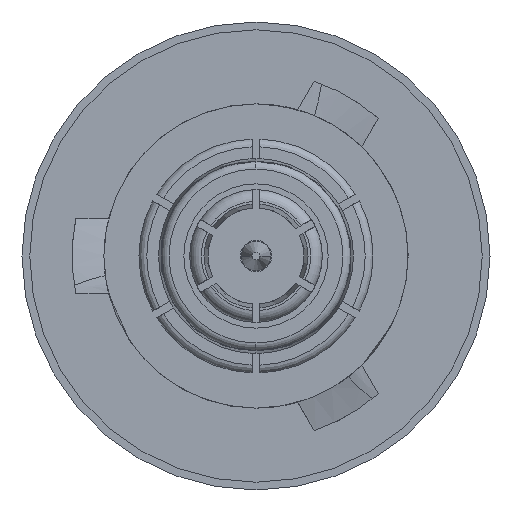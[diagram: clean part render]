
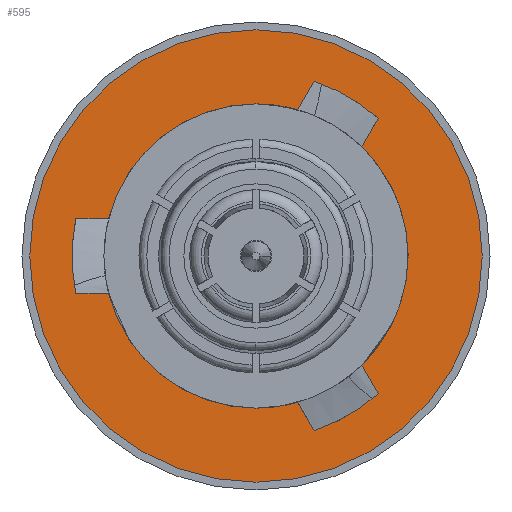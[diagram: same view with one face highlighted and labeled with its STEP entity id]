
A CAD part, left-side view. The second image highlights one B-rep face of the part: STEP entity #595.
In plain terms, the highlighted face is planar.
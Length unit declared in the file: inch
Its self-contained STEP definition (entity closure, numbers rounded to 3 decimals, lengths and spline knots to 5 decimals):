
#157 = CARTESIAN_POINT ( 'NONE',  ( 0., 0., -0.29 ) ) ;
#167 = LINE ( 'NONE', #2216, #7907 ) ;
#418 = CARTESIAN_POINT ( 'NONE',  ( 0., -0.15672, -0.17645 ) ) ;
#461 = FACE_BOUND ( 'NONE', #4042, .T. ) ;
#464 = LINE ( 'NONE', #418, #1096 ) ;
#512 = EDGE_CURVE ( 'NONE', #6890, #849, #604, .T. ) ;
#527 = CARTESIAN_POINT ( 'NONE',  ( 0., 0., 0. ) ) ;
#588 = DIRECTION ( 'NONE',  ( 0., 0., 1. ) ) ;
#595 = ADVANCED_FACE ( 'NONE', ( #2283, #461 ), #8265, .F. ) ;
#604 = CIRCLE ( 'NONE', #5448, 0.195 ) ;
#687 = EDGE_CURVE ( 'NONE', #6194, #7546, #7659, .T. ) ;
#701 = CARTESIAN_POINT ( 'NONE',  ( 0., 0.18913, 0.0475 ) ) ;
#704 = CIRCLE ( 'NONE', #7081, 0.195 ) ;
#849 = VERTEX_POINT ( 'NONE', #4606 ) ;
#862 = CARTESIAN_POINT ( 'NONE',  ( 0., -0.05343, 0.18754 ) ) ;
#879 = AXIS2_PLACEMENT_3D ( 'NONE', #7053, #1721, #1682 ) ;
#1047 = EDGE_CURVE ( 'NONE', #6332, #6890, #7616, .T. ) ;
#1064 = CIRCLE ( 'NONE', #3273, 0.236 ) ;
#1096 = VECTOR ( 'NONE', #5749, 39.37008 ) ;
#1291 = CARTESIAN_POINT ( 'NONE',  ( 0., 0., 0. ) ) ;
#1396 = DIRECTION ( 'NONE',  ( -1., 0., 0. ) ) ;
#1511 = DIRECTION ( 'NONE',  ( 0., 0., 1. ) ) ;
#1548 = VERTEX_POINT ( 'NONE', #4984 ) ;
#1575 = CARTESIAN_POINT ( 'NONE',  ( 0., -0.07445, 0.22395 ) ) ;
#1638 = CARTESIAN_POINT ( 'NONE',  ( 0., 0.23117, -0.0475 ) ) ;
#1641 = DIRECTION ( 'NONE',  ( 0., -0.5, 0.866 ) ) ;
#1682 = DIRECTION ( 'NONE',  ( 0., 0., 1. ) ) ;
#1693 = VERTEX_POINT ( 'NONE', #2784 ) ;
#1697 = ORIENTED_EDGE ( 'NONE', *, *, #6326, .T. ) ;
#1711 = ORIENTED_EDGE ( 'NONE', *, *, #2043, .T. ) ;
#1721 = DIRECTION ( 'NONE',  ( -1., 0., 0. ) ) ;
#1821 = VECTOR ( 'NONE', #3990, 39.37008 ) ;
#1886 = CIRCLE ( 'NONE', #4929, 0.236 ) ;
#1969 = CARTESIAN_POINT ( 'NONE',  ( 0., 0., 0. ) ) ;
#2036 = DIRECTION ( 'NONE',  ( 0., 0., 1. ) ) ;
#2043 = EDGE_CURVE ( 'NONE', #2095, #3698, #7330, .T. ) ;
#2095 = VERTEX_POINT ( 'NONE', #701 ) ;
#2113 = EDGE_CURVE ( 'NONE', #7975, #6194, #704, .T. ) ;
#2130 = DIRECTION ( 'NONE',  ( -1., 0., 0. ) ) ;
#2216 = CARTESIAN_POINT ( 'NONE',  ( 0., -0.07445, -0.22395 ) ) ;
#2244 = DIRECTION ( 'NONE',  ( 0., 0., 1. ) ) ;
#2283 = FACE_OUTER_BOUND ( 'NONE', #7262, .T. ) ;
#2398 = VERTEX_POINT ( 'NONE', #157 ) ;
#2476 = DIRECTION ( 'NONE',  ( 0., 0., 1. ) ) ;
#2537 = ORIENTED_EDGE ( 'NONE', *, *, #4017, .T. ) ;
#2751 = ORIENTED_EDGE ( 'NONE', *, *, #7558, .F. ) ;
#2765 = CIRCLE ( 'NONE', #3870, 0.195 ) ;
#2784 = CARTESIAN_POINT ( 'NONE',  ( 0., -0.15672, -0.17645 ) ) ;
#2805 = CARTESIAN_POINT ( 'NONE',  ( 0., 0., 0.29 ) ) ;
#2830 = DIRECTION ( 'NONE',  ( 0., -0.5, -0.866 ) ) ;
#2857 = CIRCLE ( 'NONE', #5211, 0.195 ) ;
#2878 = ORIENTED_EDGE ( 'NONE', *, *, #1047, .T. ) ;
#2937 = DIRECTION ( 'NONE',  ( 0., 0., 1. ) ) ;
#2972 = CARTESIAN_POINT ( 'NONE',  ( 0., 0., 0. ) ) ;
#3160 = DIRECTION ( 'NONE',  ( 0., 0., 1. ) ) ;
#3169 = EDGE_CURVE ( 'NONE', #1548, #7111, #167, .T. ) ;
#3176 = DIRECTION ( 'NONE',  ( 0., 0., 1. ) ) ;
#3223 = ORIENTED_EDGE ( 'NONE', *, *, #512, .T. ) ;
#3229 = EDGE_CURVE ( 'NONE', #7422, #5602, #5374, .T. ) ;
#3273 = AXIS2_PLACEMENT_3D ( 'NONE', #7315, #1396, #2036 ) ;
#3427 = ORIENTED_EDGE ( 'NONE', *, *, #2113, .T. ) ;
#3454 = AXIS2_PLACEMENT_3D ( 'NONE', #6876, #6303, #2244 ) ;
#3683 = CIRCLE ( 'NONE', #8539, 0.29 ) ;
#3698 = VERTEX_POINT ( 'NONE', #5500 ) ;
#3870 = AXIS2_PLACEMENT_3D ( 'NONE', #6437, #5834, #3160 ) ;
#3885 = ORIENTED_EDGE ( 'NONE', *, *, #6280, .T. ) ;
#3940 = EDGE_CURVE ( 'NONE', #1693, #7975, #464, .T. ) ;
#3990 = DIRECTION ( 'NONE',  ( 0., 1., 0. ) ) ;
#4017 = EDGE_CURVE ( 'NONE', #5602, #4215, #2765, .T. ) ;
#4042 = EDGE_LOOP ( 'NONE', ( #6426, #4133, #3427, #8325, #7587, #5107, #2537, #7239, #1711, #1697, #2878, #3223, #3885, #5696 ) ) ;
#4055 = CARTESIAN_POINT ( 'NONE',  ( 0., 0., 0.195 ) ) ;
#4133 = ORIENTED_EDGE ( 'NONE', *, *, #3940, .T. ) ;
#4206 = VECTOR ( 'NONE', #1641, 39.37008 ) ;
#4215 = VERTEX_POINT ( 'NONE', #4055 ) ;
#4267 = VERTEX_POINT ( 'NONE', #2805 ) ;
#4279 = DIRECTION ( 'NONE',  ( 0., -1., 0. ) ) ;
#4438 = CIRCLE ( 'NONE', #3454, 0.195 ) ;
#4523 = CARTESIAN_POINT ( 'NONE',  ( 0., -0.1357, 0.14004 ) ) ;
#4606 = CARTESIAN_POINT ( 'NONE',  ( 0., 0., -0.195 ) ) ;
#4689 = DIRECTION ( 'NONE',  ( 0., 0., 1. ) ) ;
#4796 = CARTESIAN_POINT ( 'NONE',  ( 0., -0.15672, 0.17645 ) ) ;
#4845 = CARTESIAN_POINT ( 'NONE',  ( 0., 0., 0. ) ) ;
#4929 = AXIS2_PLACEMENT_3D ( 'NONE', #1291, #6523, #588 ) ;
#4984 = CARTESIAN_POINT ( 'NONE',  ( 0., -0.05343, -0.18754 ) ) ;
#5009 = EDGE_CURVE ( 'NONE', #4215, #2095, #4438, .T. ) ;
#5107 = ORIENTED_EDGE ( 'NONE', *, *, #3229, .T. ) ;
#5162 = CARTESIAN_POINT ( 'NONE',  ( 0., 0.18913, -0.0475 ) ) ;
#5211 = AXIS2_PLACEMENT_3D ( 'NONE', #527, #6369, #2476 ) ;
#5361 = CARTESIAN_POINT ( 'NONE',  ( 0., -0.07445, -0.22395 ) ) ;
#5374 = LINE ( 'NONE', #1575, #7772 ) ;
#5379 = CARTESIAN_POINT ( 'NONE',  ( 0., 0.23117, 0.0475 ) ) ;
#5420 = DIRECTION ( 'NONE',  ( 0., 0.5, -0.866 ) ) ;
#5448 = AXIS2_PLACEMENT_3D ( 'NONE', #8008, #6705, #1511 ) ;
#5500 = CARTESIAN_POINT ( 'NONE',  ( 0., 0.23117, 0.0475 ) ) ;
#5557 = EDGE_CURVE ( 'NONE', #7546, #7422, #1886, .T. ) ;
#5602 = VERTEX_POINT ( 'NONE', #862 ) ;
#5696 = ORIENTED_EDGE ( 'NONE', *, *, #3169, .T. ) ;
#5749 = DIRECTION ( 'NONE',  ( 0., 0.5, 0.866 ) ) ;
#5834 = DIRECTION ( 'NONE',  ( -1., 0., 0. ) ) ;
#5837 = CARTESIAN_POINT ( 'NONE',  ( 0., -0.1357, -0.14004 ) ) ;
#5873 = CARTESIAN_POINT ( 'NONE',  ( 0., -0.07445, 0.22395 ) ) ;
#5954 = EDGE_CURVE ( 'NONE', #7111, #1693, #7002, .T. ) ;
#6016 = AXIS2_PLACEMENT_3D ( 'NONE', #1969, #2130, #4689 ) ;
#6127 = VECTOR ( 'NONE', #4279, 39.37008 ) ;
#6154 = DIRECTION ( 'NONE',  ( -1., 0., 0. ) ) ;
#6194 = VERTEX_POINT ( 'NONE', #4523 ) ;
#6280 = EDGE_CURVE ( 'NONE', #849, #1548, #2857, .T. ) ;
#6288 = EDGE_CURVE ( 'NONE', #2398, #4267, #3683, .T. ) ;
#6303 = DIRECTION ( 'NONE',  ( -1., 0., 0. ) ) ;
#6326 = EDGE_CURVE ( 'NONE', #3698, #6332, #1064, .T. ) ;
#6332 = VERTEX_POINT ( 'NONE', #8546 ) ;
#6369 = DIRECTION ( 'NONE',  ( -1., 0., 0. ) ) ;
#6426 = ORIENTED_EDGE ( 'NONE', *, *, #5954, .T. ) ;
#6437 = CARTESIAN_POINT ( 'NONE',  ( 0., 0., 0. ) ) ;
#6523 = DIRECTION ( 'NONE',  ( -1., 0., 0. ) ) ;
#6667 = ORIENTED_EDGE ( 'NONE', *, *, #6288, .F. ) ;
#6705 = DIRECTION ( 'NONE',  ( -1., 0., 0. ) ) ;
#6832 = DIRECTION ( 'NONE',  ( -1., 0., 0. ) ) ;
#6876 = CARTESIAN_POINT ( 'NONE',  ( 0., 0., 0. ) ) ;
#6890 = VERTEX_POINT ( 'NONE', #5162 ) ;
#6980 = CARTESIAN_POINT ( 'NONE',  ( 0., 0., 0. ) ) ;
#7002 = CIRCLE ( 'NONE', #6016, 0.236 ) ;
#7003 = CARTESIAN_POINT ( 'NONE',  ( 0., -0.15672, 0.17645 ) ) ;
#7030 = CIRCLE ( 'NONE', #8273, 0.29 ) ;
#7053 = CARTESIAN_POINT ( 'NONE',  ( 0., 0.195, 0. ) ) ;
#7081 = AXIS2_PLACEMENT_3D ( 'NONE', #2972, #6154, #8125 ) ;
#7111 = VERTEX_POINT ( 'NONE', #5361 ) ;
#7115 = DIRECTION ( 'NONE',  ( -1., 0., 0. ) ) ;
#7239 = ORIENTED_EDGE ( 'NONE', *, *, #5009, .T. ) ;
#7262 = EDGE_LOOP ( 'NONE', ( #2751, #6667 ) ) ;
#7315 = CARTESIAN_POINT ( 'NONE',  ( 0., 0., 0. ) ) ;
#7330 = LINE ( 'NONE', #5379, #1821 ) ;
#7422 = VERTEX_POINT ( 'NONE', #5873 ) ;
#7546 = VERTEX_POINT ( 'NONE', #4796 ) ;
#7558 = EDGE_CURVE ( 'NONE', #4267, #2398, #7030, .T. ) ;
#7587 = ORIENTED_EDGE ( 'NONE', *, *, #5557, .T. ) ;
#7616 = LINE ( 'NONE', #1638, #6127 ) ;
#7659 = LINE ( 'NONE', #7003, #4206 ) ;
#7772 = VECTOR ( 'NONE', #5420, 39.37008 ) ;
#7907 = VECTOR ( 'NONE', #2830, 39.37008 ) ;
#7975 = VERTEX_POINT ( 'NONE', #5837 ) ;
#8008 = CARTESIAN_POINT ( 'NONE',  ( 0., 0., 0. ) ) ;
#8125 = DIRECTION ( 'NONE',  ( 0., 0., 1. ) ) ;
#8265 = PLANE ( 'NONE',  #879 ) ;
#8273 = AXIS2_PLACEMENT_3D ( 'NONE', #4845, #6832, #2937 ) ;
#8325 = ORIENTED_EDGE ( 'NONE', *, *, #687, .T. ) ;
#8539 = AXIS2_PLACEMENT_3D ( 'NONE', #6980, #7115, #3176 ) ;
#8546 = CARTESIAN_POINT ( 'NONE',  ( 0., 0.23117, -0.0475 ) ) ;
